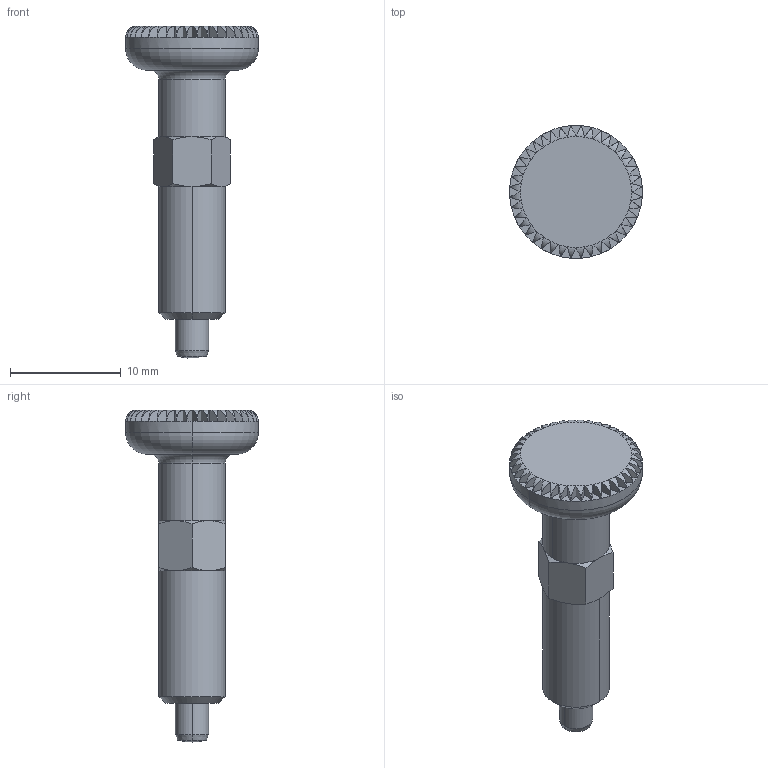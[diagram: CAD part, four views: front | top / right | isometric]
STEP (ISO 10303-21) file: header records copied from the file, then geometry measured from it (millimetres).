
FILE_DESCRIPTION(('STEP AP214'),'1');
FILE_NAME(' ',' ',('TraceParts'),('TraceParts S.A.'),'XStep 1.0',' ',' ');
FILE_SCHEMA(('automotive_design'));
Length unit declared in the file: millimetre
Products named in the file (2): 1; 2
Bounding box: 12 x 12 x 29.98 mm (x, y, z)
Volume: 1074.1 mm3; surface area: 1157.2 mm2
Topology: 2 solids, 2 shells, 208 faces, 418 edges, 218 vertices
Faces by surface type: plane 133, torus 44, cone 16, cylinder 14, sphere 1
Entity records: 10647 total; most frequent: CARTESIAN_POINT 1614, DIRECTION 904, STYLED_ITEM 846, PRESENTATION_STYLE_ASSIGNMENT 846, COLOUR_RGB 846, ORIENTED_EDGE 836, EDGE_CURVE 418, CURVE_STYLE 418
